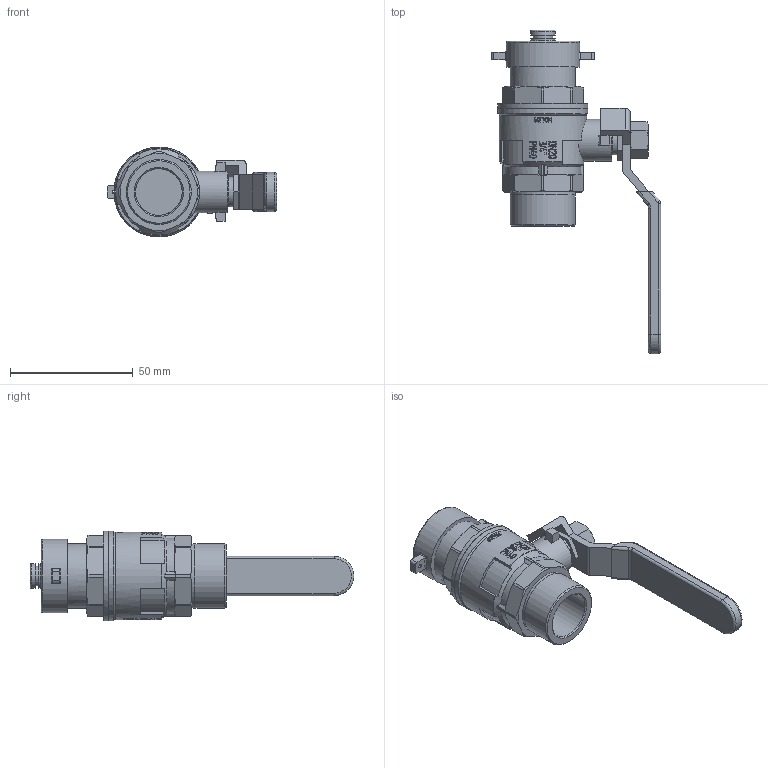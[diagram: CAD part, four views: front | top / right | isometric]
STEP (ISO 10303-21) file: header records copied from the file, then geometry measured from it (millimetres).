
FILE_DESCRIPTION(/* description */ ('Unknown','CAx-IF Rec.Pracs.---Representation and Presentation of Product Manufacturing Information (PMI)---4.0---2014-10-13','CAx-IF Rec.Pracs.---3D Tessellated Geometry---0.4---2014-09-14','2;1'),/* implementation_level */ '2;1');
FILE_NAME(/* name */ '622-05',/* time_stamp */ '2023-09-21T12:06:01+02:00',/* author */ ('Unknown'),/* organization */ ('Unknown'),/* preprocessor_version */ 'ST-DEVELOPER v18.102',/* originating_system */ 'Solid Edge',/* authorisation */ 'Unknown');
FILE_SCHEMA (('AP242_MANAGED_MODEL_BASED_3D_ENGINEERING_MIM_LF { 1 0 10303 442 1 1 4 }'));
Length unit declared in the file: millimetre
Products named in the file (12): 622-05; 626-3_4-Körper; 626-3_4-Einschraubteil; 600-1_2-Mutter.2; Dichtung 98001504-3_4; 626-3_4-Spindel-co_oa_0; 626-3_4-Spindel; 626-3_4-Stopfbuchse; 98001504-3_4; Stahlgriff 1_4 - 3_4_neu; Stahlgriff-neu; Stahlgriff-Ummantelung_neu
Assembly tree (11 placements, depth 3):
  622-05
    626-3_4-Körper
    626-3_4-Einschraubteil
    600-1_2-Mutter.2
    Dichtung 98001504-3_4
    626-3_4-Spindel-co_oa_0
      626-3_4-Spindel
      626-3_4-Stopfbuchse
    98001504-3_4
    Stahlgriff 1_4 - 3_4_neu
      Stahlgriff-neu
      Stahlgriff-Ummantelung_neu
Bounding box: 69.01 x 131.8 x 36.6 mm (x, y, z)
Volume: 40372.5 mm3; surface area: 32894.3 mm2
Topology: 9 solids, 9 shells, 708 faces, 1822 edges, 1200 vertices
Faces by surface type: plane 356, cylinder 141, bspline 133, cone 67, torus 9, sphere 2
Full cylindrical faces by diameter (mm): 1.5 x3, 6.6 x1, 6.75 x1, 8 x1, 8.9 x2, 9.1 x1, 9.3 x1, 10 x2, 10.5 x1, 12 x1, 12.376 x2, 14 x2, 17 x1, 19 x2, 24 x1, 24.117 x2, 26 x2, 26.441 x3, 30 x1, 30.376 x2, 32 x1, 35.6 x1, 36.6 x2
Entity records: 33027 total; most frequent: CARTESIAN_POINT 14201, ORIENTED_EDGE 3452, DIRECTION 2237, EDGE_CURVE 1726, VERTEX_POINT 1175, B_SPLINE_CURVE_WITH_KNOTS 979, AXIS2_PLACEMENT_3D 894, EDGE_LOOP 865
